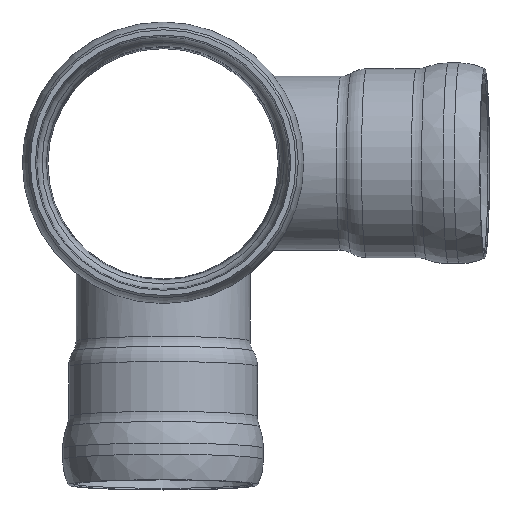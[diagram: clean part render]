
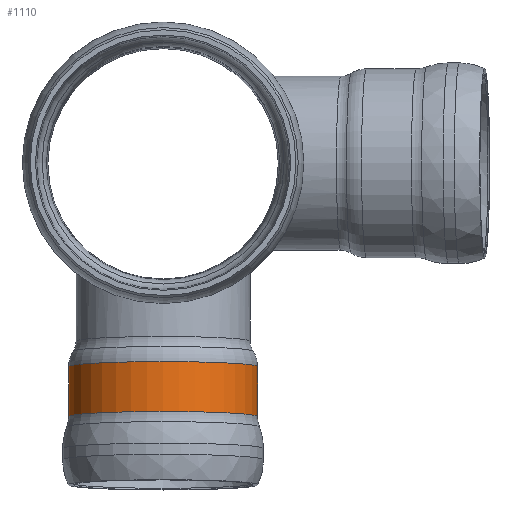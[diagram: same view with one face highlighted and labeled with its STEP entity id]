
A CAD part, top view. The second image highlights one B-rep face of the part: STEP entity #1110.
In plain terms, the highlighted cylindrical face has radius 396 mm (diameter 792 mm), a full revolution.
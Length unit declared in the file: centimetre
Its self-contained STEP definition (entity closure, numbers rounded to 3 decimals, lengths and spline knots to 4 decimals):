
#86=LINE('',#2816,#114);
#114=VECTOR('',#1582,39.6);
#136=CYLINDRICAL_SURFACE('',#1254,39.6);
#184=FACE_OUTER_BOUND('',#253,.T.);
#253=EDGE_LOOP('',(#912,#913,#914,#915,#916,#917));
#357=CIRCLE('',#1252,39.6);
#358=CIRCLE('',#1253,39.6);
#359=CIRCLE('',#1255,39.6);
#360=CIRCLE('',#1256,39.6);
#481=VERTEX_POINT('',#2806);
#482=VERTEX_POINT('',#2808);
#483=VERTEX_POINT('',#2812);
#484=VERTEX_POINT('',#2813);
#632=EDGE_CURVE('',#482,#481,#357,.T.);
#633=EDGE_CURVE('',#481,#482,#358,.T.);
#634=EDGE_CURVE('',#483,#484,#359,.T.);
#635=EDGE_CURVE('',#484,#483,#360,.T.);
#636=EDGE_CURVE('',#484,#482,#86,.T.);
#912=ORIENTED_EDGE('',*,*,#634,.F.);
#913=ORIENTED_EDGE('',*,*,#635,.F.);
#914=ORIENTED_EDGE('',*,*,#636,.T.);
#915=ORIENTED_EDGE('',*,*,#632,.T.);
#916=ORIENTED_EDGE('',*,*,#633,.T.);
#917=ORIENTED_EDGE('',*,*,#636,.F.);
#1110=ADVANCED_FACE('',(#184),#136,.T.);
#1252=AXIS2_PLACEMENT_3D('',#2809,#1572,#1573);
#1253=AXIS2_PLACEMENT_3D('',#2810,#1574,#1575);
#1254=AXIS2_PLACEMENT_3D('',#2811,#1576,#1577);
#1255=AXIS2_PLACEMENT_3D('',#2814,#1578,#1579);
#1256=AXIS2_PLACEMENT_3D('',#2815,#1580,#1581);
#1572=DIRECTION('center_axis',(0.,0.999,-0.052));
#1573=DIRECTION('ref_axis',(0.,-0.052,-0.999));
#1574=DIRECTION('center_axis',(0.,0.999,-0.052));
#1575=DIRECTION('ref_axis',(0.,-0.052,-0.999));
#1576=DIRECTION('center_axis',(0.,0.999,-0.052));
#1577=DIRECTION('ref_axis',(0.,0.052,0.999));
#1578=DIRECTION('center_axis',(0.,0.999,-0.052));
#1579=DIRECTION('ref_axis',(0.,-0.052,-0.999));
#1580=DIRECTION('center_axis',(0.,0.999,-0.052));
#1581=DIRECTION('ref_axis',(0.,-0.052,-0.999));
#1582=DIRECTION('',(0.,-0.999,0.052));
#2806=CARTESIAN_POINT('',(702.6904,311.2644,34.5144));
#2808=CARTESIAN_POINT('',(742.2904,309.1919,-5.0314));
#2809=CARTESIAN_POINT('Origin',(742.2904,311.2644,34.5144));
#2810=CARTESIAN_POINT('Origin',(742.2904,311.2644,34.5144));
#2811=CARTESIAN_POINT('Origin',(742.2904,321.7207,33.9664));
#2812=CARTESIAN_POINT('',(702.6904,332.177,33.4184));
#2813=CARTESIAN_POINT('',(742.2904,330.1045,-6.1273));
#2814=CARTESIAN_POINT('Origin',(742.2904,332.177,33.4184));
#2815=CARTESIAN_POINT('Origin',(742.2904,332.177,33.4184));
#2816=CARTESIAN_POINT('',(742.2904,319.6482,-5.5793));
